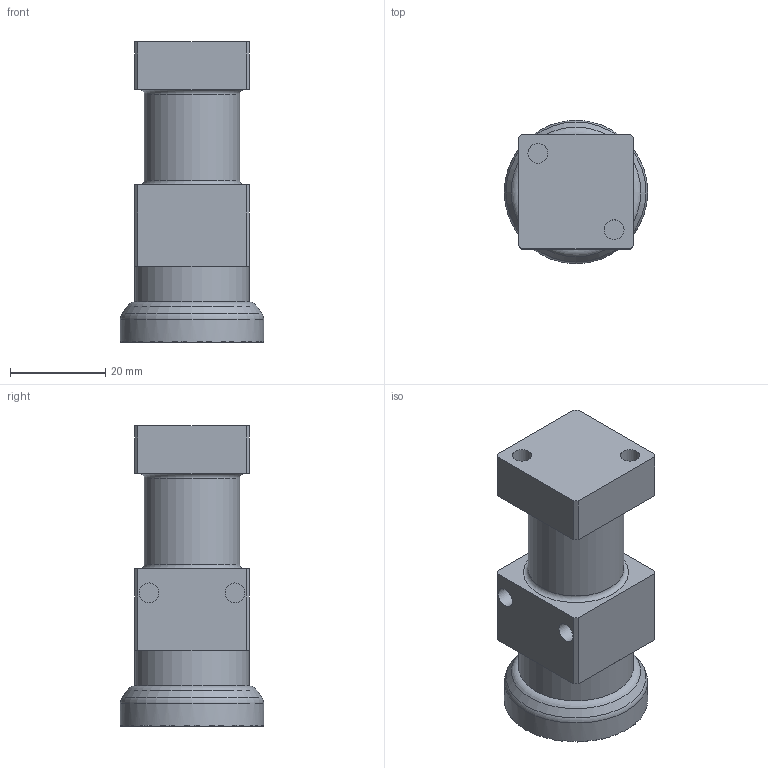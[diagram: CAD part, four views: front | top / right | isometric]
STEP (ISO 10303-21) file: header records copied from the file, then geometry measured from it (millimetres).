
FILE_DESCRIPTION(/* description */ (''),/* implementation_level */ '2;1');
FILE_NAME(/* name */ 'TPGC024088 A.stp',/* time_stamp */ '2016-01-06T10:42:19+01:00',/* author */ ('pb'),/* organization */ (''),/* preprocessor_version */ 'ST-DEVELOPER v15.6',/* originating_system */ 'Autodesk Inventor 2015',/* authorisation */ '');
FILE_SCHEMA (('AUTOMOTIVE_DESIGN { 1 0 10303 214 3 1 1 }'));
Length unit declared in the file: millimetre
Products named in the file (1): Part8
Bounding box: 30 x 30 x 62.95 mm (x, y, z)
Volume: 29355 mm3; surface area: 9276 mm2
Topology: 1 solids, 3 shells, 438 faces, 1201 edges, 796 vertices
Faces by surface type: cylinder 347, plane 81, cone 5, torus 5
Full cylindrical faces by diameter (mm): 4.134 x6, 12 x1, 13.5 x1, 18 x1, 18.917 x1, 20 x2, 21.6 x1, 24 x1, 30 x1
Entity records: 14661 total; most frequent: DIRECTION 2824, CARTESIAN_POINT 2401, ORIENTED_EDGE 2342, AXIS2_PLACEMENT_3D 1214, EDGE_CURVE 1171, VERTEX_POINT 791, CIRCLE 775, EDGE_LOOP 492
